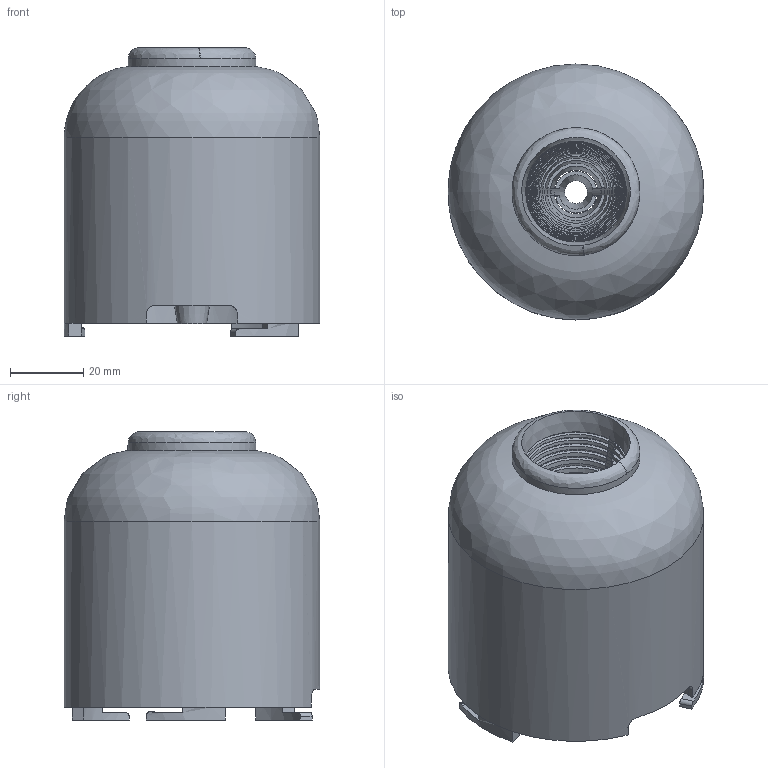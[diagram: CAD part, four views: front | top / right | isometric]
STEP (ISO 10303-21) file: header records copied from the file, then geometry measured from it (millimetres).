
FILE_DESCRIPTION(/* description */ (''),/* implementation_level */ '2;1');
FILE_NAME(/* name */ 'placido_head.step',/* time_stamp */ '2023-02-24T17:07:48+05:30',/* author */ (''),/* organization */ (''),/* preprocessor_version */ 'ST-DEVELOPER v19.2',/* originating_system */ 'Autodesk Translation Framework v11.17.0.187',/* authorisation */ '');
FILE_SCHEMA (('AUTOMOTIVE_DESIGN { 1 0 10303 214 3 1 1 }'));
Length unit declared in the file: millimetre
Products named in the file (1): (Unsaved)
Bounding box: 69.99 x 69.99 x 78.9 mm (x, y, z)
Volume: 32225.8 mm3; surface area: 42460.4 mm2
Topology: 1 solids, 1 shells, 272 faces, 860 edges, 555 vertices
Faces by surface type: plane 144, cone 61, bspline 41, cylinder 25, torus 1
Full cylindrical faces by diameter (mm): 6.29 x1, 35 x1, 62.886 x1, 66.884 x1, 66.886 x1, 69.986 x1
Entity records: 11640 total; most frequent: CARTESIAN_POINT 4785, ORIENTED_EDGE 1716, DIRECTION 1081, EDGE_CURVE 858, VERTEX_POINT 554, B_SPLINE_CURVE_WITH_KNOTS 452, AXIS2_PLACEMENT_3D 450, EDGE_LOOP 295
